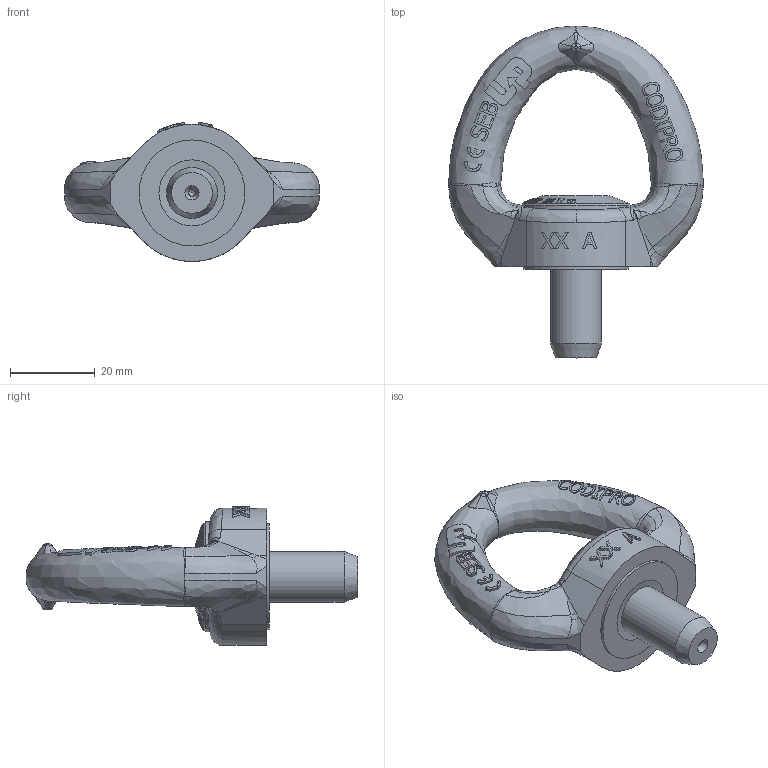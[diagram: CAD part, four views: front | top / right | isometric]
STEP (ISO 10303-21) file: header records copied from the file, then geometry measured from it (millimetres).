
FILE_DESCRIPTION(/* description */ (''),/* implementation_level */ '2;1');
FILE_NAME(/* name */ 'SEB M12 UP.stp',/* time_stamp */ '2017-09-21T15:56:08+02:00',/* author */ ('rklenes'),/* organization */ (''),/* preprocessor_version */ 'ST-DEVELOPER v16.5',/* originating_system */ 'Autodesk Inventor 2017',/* authorisation */ '');
FILE_SCHEMA (('AUTOMOTIVE_DESIGN { 1 0 10303 214 3 1 1 }'));
Length unit declared in the file: millimetre
Products named in the file (4): SEB M12 UP; SEM_1; SEA_M12X33; SEE_M12A
Assembly tree (3 placements, depth 2):
  SEB M12 UP
    SEM_1
    SEA_M12X33
    SEE_M12A
Bounding box: 60.2 x 78.4 x 32.83 mm (x, y, z)
Volume: 29869.3 mm3; surface area: 12321 mm2
Topology: 3 solids, 3 shells, 705 faces, 1906 edges, 1214 vertices
Faces by surface type: bspline 326, plane 298, cone 40, cylinder 39, torus 2
Full cylindrical faces by diameter (mm): 1.6 x1, 12 x3, 12.2 x1, 15.6 x3, 25 x2, 26 x2
Entity records: 31823 total; most frequent: CARTESIAN_POINT 16561, ORIENTED_EDGE 3660, DIRECTION 2276, EDGE_CURVE 1830, VERTEX_POINT 1208, AXIS2_PLACEMENT_3D 831, EDGE_LOOP 788, FACE_OUTER_BOUND 705
